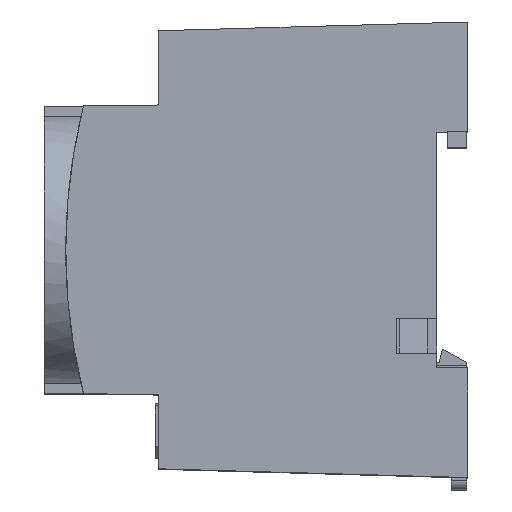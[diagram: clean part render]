
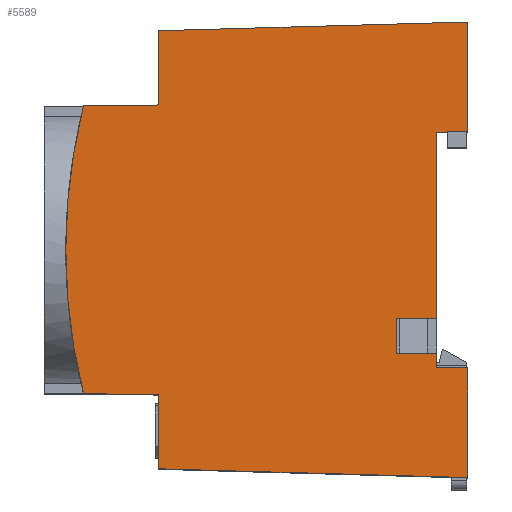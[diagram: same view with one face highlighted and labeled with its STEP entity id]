
A CAD part, top view. The second image highlights one B-rep face of the part: STEP entity #5589.
In plain terms, the highlighted planar face has unit normal (0, 0, 1).
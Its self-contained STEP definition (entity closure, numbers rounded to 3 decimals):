
#1751=DIRECTION('',(0.,1.,0.));
#1752=VECTOR('',#1751,2.2);
#1753=CARTESIAN_POINT('',(57.3,5.258,53.779));
#1754=LINE('',#1753,#1752);
#1758=DIRECTION('',(-1.,0.016,0.));
#1759=VECTOR('',#1758,4.801);
#1760=CARTESIAN_POINT('',(62.1,5.183,53.779));
#1761=LINE('',#1760,#1759);
#1765=DIRECTION('',(0.,1.,0.));
#1766=VECTOR('',#1765,16.95);
#1767=CARTESIAN_POINT('',(62.1,-11.767,53.779));
#1768=LINE('',#1767,#1766);
#1772=DIRECTION('',(1.,-0.028,0.));
#1773=VECTOR('',#1772,47.769);
#1774=CARTESIAN_POINT('',(14.35,-10.417,53.779));
#1775=LINE('',#1774,#1773);
#1779=DIRECTION('',(0.,-1.,0.));
#1780=VECTOR('',#1779,11.475);
#1781=CARTESIAN_POINT('',(14.35,1.058,53.779));
#1782=LINE('',#1781,#1780);
#1786=DIRECTION('',(1.,-0.011,0.));
#1787=VECTOR('',#1786,11.601);
#1788=CARTESIAN_POINT('',(2.75,1.183,53.779));
#1789=LINE('',#1788,#1787);
#1793=CARTESIAN_POINT('',(91.386,23.433,53.779));
#1794=DIRECTION('',(0.,0.,1.));
#1795=DIRECTION('',(-1.,0.,0.));
#1796=AXIS2_PLACEMENT_3D('',#1793,#1794,#1795);
#1801=CARTESIAN_POINT('',(91.386,23.433,53.779));
#1802=DIRECTION('',(0.,0.,1.));
#1803=DIRECTION('',(-0.97,0.243,0.));
#1804=AXIS2_PLACEMENT_3D('',#1801,#1802,#1803);
#1809=DIRECTION('',(-1.,-0.011,0.));
#1810=VECTOR('',#1809,11.601);
#1811=CARTESIAN_POINT('',(14.35,45.808,53.779));
#1812=LINE('',#1811,#1810);
#1816=DIRECTION('',(0.,-1.,0.));
#1817=VECTOR('',#1816,11.475);
#1818=CARTESIAN_POINT('',(14.35,57.283,53.779));
#1819=LINE('',#1818,#1817);
#1823=DIRECTION('',(-1.,-0.028,0.));
#1824=VECTOR('',#1823,47.769);
#1825=CARTESIAN_POINT('',(62.1,58.633,53.779));
#1826=LINE('',#1825,#1824);
#1830=DIRECTION('',(0.,1.,0.));
#1831=VECTOR('',#1830,16.95);
#1832=CARTESIAN_POINT('',(62.1,41.683,53.779));
#1833=LINE('',#1832,#1831);
#1837=DIRECTION('',(1.,0.016,0.));
#1838=VECTOR('',#1837,4.801);
#1839=CARTESIAN_POINT('',(57.3,41.608,53.779));
#1840=LINE('',#1839,#1838);
#1844=DIRECTION('',(0.,1.,0.));
#1845=VECTOR('',#1844,28.75);
#1846=CARTESIAN_POINT('',(57.3,12.858,53.779));
#1847=LINE('',#1846,#1845);
#1872=DIRECTION('',(1.,0.,0.));
#1873=VECTOR('',#1872,6.2);
#1874=CARTESIAN_POINT('',(51.1,7.458,53.779));
#1875=LINE('',#1874,#1873);
#1907=DIRECTION('',(-1.,0.,0.));
#1908=VECTOR('',#1907,6.2);
#1909=CARTESIAN_POINT('',(57.3,12.858,53.779));
#1910=LINE('',#1909,#1908);
#1935=DIRECTION('',(0.,-1.,0.));
#1936=VECTOR('',#1935,5.4);
#1937=CARTESIAN_POINT('',(51.1,12.858,53.779));
#1938=LINE('',#1937,#1936);
#4419=CARTESIAN_POINT('',(57.3,41.608,53.779));
#4420=VERTEX_POINT('',#4419);
#4421=CARTESIAN_POINT('',(57.3,12.858,53.779));
#4422=VERTEX_POINT('',#4421);
#4427=CARTESIAN_POINT('',(57.3,7.458,53.779));
#4428=VERTEX_POINT('',#4427);
#4429=CARTESIAN_POINT('',(57.3,5.258,53.779));
#4430=VERTEX_POINT('',#4429);
#4653=CARTESIAN_POINT('',(2.75,1.183,53.779));
#4654=VERTEX_POINT('',#4653);
#4655=CARTESIAN_POINT('',(0.,23.433,53.779));
#4656=VERTEX_POINT('',#4655);
#4657=CARTESIAN_POINT('',(2.75,45.683,53.779));
#4658=VERTEX_POINT('',#4657);
#4707=CARTESIAN_POINT('',(62.1,-11.767,53.779));
#4708=VERTEX_POINT('',#4707);
#4709=CARTESIAN_POINT('',(14.35,-10.417,53.779));
#4710=VERTEX_POINT('',#4709);
#4715=CARTESIAN_POINT('',(62.1,5.183,53.779));
#4716=VERTEX_POINT('',#4715);
#4763=CARTESIAN_POINT('',(62.1,58.633,53.779));
#4764=VERTEX_POINT('',#4763);
#4765=CARTESIAN_POINT('',(62.1,41.683,53.779));
#4766=VERTEX_POINT('',#4765);
#4787=CARTESIAN_POINT('',(51.1,12.858,53.779));
#4789=VERTEX_POINT('',#4787);
#4795=CARTESIAN_POINT('',(51.1,7.458,53.779));
#4797=VERTEX_POINT('',#4795);
#4799=CARTESIAN_POINT('',(14.35,57.283,53.779));
#4800=VERTEX_POINT('',#4799);
#4801=CARTESIAN_POINT('',(14.35,45.808,53.779));
#4802=VERTEX_POINT('',#4801);
#4803=CARTESIAN_POINT('',(14.35,1.058,53.779));
#4804=VERTEX_POINT('',#4803);
#5552=CARTESIAN_POINT('',(33.736,23.433,53.779));
#5553=DIRECTION('',(0.,0.,1.));
#5554=DIRECTION('',(1.,0.,0.));
#5555=AXIS2_PLACEMENT_3D('',#5552,#5553,#5554);
#5556=PLANE('',#5555);
#5558=ORIENTED_EDGE('',*,*,#5557,.T.);
#5559=ORIENTED_EDGE('',*,*,#4987,.F.);
#5561=ORIENTED_EDGE('',*,*,#5560,.F.);
#5563=ORIENTED_EDGE('',*,*,#5562,.F.);
#5565=ORIENTED_EDGE('',*,*,#5564,.F.);
#5567=ORIENTED_EDGE('',*,*,#5566,.F.);
#5569=ORIENTED_EDGE('',*,*,#5568,.F.);
#5571=ORIENTED_EDGE('',*,*,#5570,.F.);
#5573=ORIENTED_EDGE('',*,*,#5572,.F.);
#5575=ORIENTED_EDGE('',*,*,#5574,.F.);
#5576=ORIENTED_EDGE('',*,*,#5517,.F.);
#5578=ORIENTED_EDGE('',*,*,#5577,.F.);
#5579=ORIENTED_EDGE('',*,*,#5322,.F.);
#5581=ORIENTED_EDGE('',*,*,#5580,.F.);
#5582=ORIENTED_EDGE('',*,*,#4995,.F.);
#5584=ORIENTED_EDGE('',*,*,#5583,.T.);
#5586=ORIENTED_EDGE('',*,*,#5585,.T.);
#5587=EDGE_LOOP('',(#5558,#5559,#5561,#5563,#5565,#5567,#5569,#5571,#5573,#5575,
#5576,#5578,#5579,#5581,#5582,#5584,#5586));
#5588=FACE_OUTER_BOUND('',#5587,.F.);
#1797=CIRCLE('',#1796,91.386);
#1805=CIRCLE('',#1804,91.386);
#4987=EDGE_CURVE('',#4430,#4428,#1754,.T.);
#4995=EDGE_CURVE('',#4422,#4420,#1847,.T.);
#5322=EDGE_CURVE('',#4766,#4764,#1833,.T.);
#5517=EDGE_CURVE('',#4800,#4802,#1819,.T.);
#5557=EDGE_CURVE('',#4797,#4428,#1875,.T.);
#5560=EDGE_CURVE('',#4716,#4430,#1761,.T.);
#5562=EDGE_CURVE('',#4708,#4716,#1768,.T.);
#5564=EDGE_CURVE('',#4710,#4708,#1775,.T.);
#5566=EDGE_CURVE('',#4804,#4710,#1782,.T.);
#5568=EDGE_CURVE('',#4654,#4804,#1789,.T.);
#5570=EDGE_CURVE('',#4656,#4654,#1797,.T.);
#5572=EDGE_CURVE('',#4658,#4656,#1805,.T.);
#5574=EDGE_CURVE('',#4802,#4658,#1812,.T.);
#5577=EDGE_CURVE('',#4764,#4800,#1826,.T.);
#5580=EDGE_CURVE('',#4420,#4766,#1840,.T.);
#5583=EDGE_CURVE('',#4422,#4789,#1910,.T.);
#5585=EDGE_CURVE('',#4789,#4797,#1938,.T.);
#5589=ADVANCED_FACE('',(#5588),#5556,.T.);
